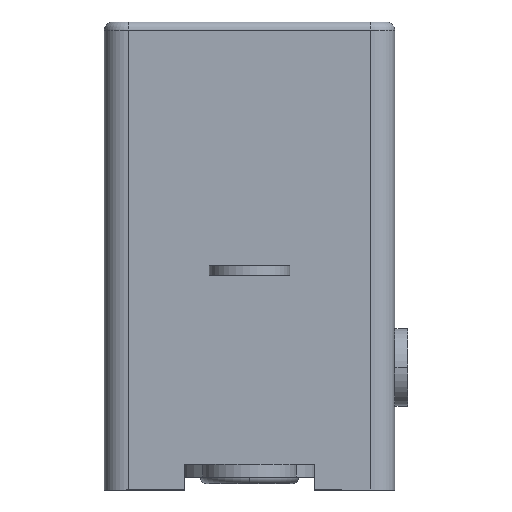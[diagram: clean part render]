
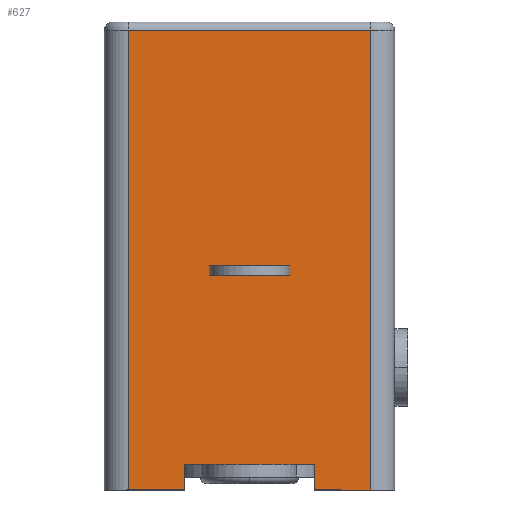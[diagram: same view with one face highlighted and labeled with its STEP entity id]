
A CAD part, front view. The second image highlights one B-rep face of the part: STEP entity #627.
In plain terms, the highlighted planar face has unit normal (0, -1, 0).
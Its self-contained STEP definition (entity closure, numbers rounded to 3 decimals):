
#280 = VERTEX_POINT ( 'NONE', #1447 ) ;
#282 = EDGE_CURVE ( 'NONE', #337, #280, #1446, .T. ) ;
#287 = VERTEX_POINT ( 'NONE', #1436 ) ;
#294 = VERTEX_POINT ( 'NONE', #1482 ) ;
#326 = EDGE_CURVE ( 'NONE', #327, #328, #1540, .T. ) ;
#327 = VERTEX_POINT ( 'NONE', #1536 ) ;
#328 = VERTEX_POINT ( 'NONE', #1535 ) ;
#337 = VERTEX_POINT ( 'NONE', #1564 ) ;
#426 = VERTEX_POINT ( 'NONE', #1780 ) ;
#428 = EDGE_CURVE ( 'NONE', #294, #426, #1779, .T. ) ;
#435 = VERTEX_POINT ( 'NONE', #1765 ) ;
#442 = EDGE_CURVE ( 'NONE', #287, #294, #1812, .T. ) ;
#458 = EDGE_CURVE ( 'NONE', #459, #287, #1850, .T. ) ;
#459 = VERTEX_POINT ( 'NONE', #1846 ) ;
#473 = EDGE_CURVE ( 'NONE', #280, #327, #1880, .T. ) ;
#476 = EDGE_CURVE ( 'NONE', #477, #459, #1876, .T. ) ;
#477 = VERTEX_POINT ( 'NONE', #1872 ) ;
#489 = EDGE_CURVE ( 'NONE', #426, #435, #1902, .T. ) ;
#535 = EDGE_CURVE ( 'NONE', #435, #536, #1963, .T. ) ;
#536 = VERTEX_POINT ( 'NONE', #1959 ) ;
#544 = EDGE_CURVE ( 'NONE', #328, #337, #2009, .T. ) ;
#545 = ORIENTED_EDGE ( 'NONE', *, *, #326, .T. ) ;
#546 = ORIENTED_EDGE ( 'NONE', *, *, #544, .T. ) ;
#547 = ORIENTED_EDGE ( 'NONE', *, *, #282, .T. ) ;
#548 = EDGE_LOOP ( 'NONE', ( #549, #550, #551, #552, #553, #614, #615, #616, #619, #622 ) ) ;
#549 = ORIENTED_EDGE ( 'NONE', *, *, #564, .T. ) ;
#550 = ORIENTED_EDGE ( 'NONE', *, *, #476, .T. ) ;
#551 = ORIENTED_EDGE ( 'NONE', *, *, #458, .T. ) ;
#552 = ORIENTED_EDGE ( 'NONE', *, *, #442, .T. ) ;
#553 = ORIENTED_EDGE ( 'NONE', *, *, #428, .T. ) ;
#564 = EDGE_CURVE ( 'NONE', #565, #477, #1990, .T. ) ;
#565 = VERTEX_POINT ( 'NONE', #1986 ) ;
#614 = ORIENTED_EDGE ( 'NONE', *, *, #489, .T. ) ;
#615 = ORIENTED_EDGE ( 'NONE', *, *, #535, .T. ) ;
#616 = ORIENTED_EDGE ( 'NONE', *, *, #617, .F. ) ;
#617 = EDGE_CURVE ( 'NONE', #618, #536, #2096, .T. ) ;
#618 = VERTEX_POINT ( 'NONE', #2092 ) ;
#619 = ORIENTED_EDGE ( 'NONE', *, *, #620, .F. ) ;
#620 = EDGE_CURVE ( 'NONE', #621, #618, #2091, .T. ) ;
#621 = VERTEX_POINT ( 'NONE', #2087 ) ;
#622 = ORIENTED_EDGE ( 'NONE', *, *, #623, .F. ) ;
#623 = EDGE_CURVE ( 'NONE', #565, #621, #2086, .T. ) ;
#627 = ADVANCED_FACE ( 'NONE', ( #2076, #2075 ), #2073, .T. ) ;
#628 = EDGE_LOOP ( 'NONE', ( #629, #545, #546, #547 ) ) ;
#629 = ORIENTED_EDGE ( 'NONE', *, *, #473, .T. ) ;
#1436 = CARTESIAN_POINT ( 'NONE',  ( 3.75, 0., -0.25 ) ) ;
#1443 = DIRECTION ( 'NONE',  ( 0., 0., 1. ) ) ;
#1444 = VECTOR ( 'NONE', #1443, 1000. ) ;
#1445 = CARTESIAN_POINT ( 'NONE',  ( -1.25, 0., -7.7 ) ) ;
#1446 = LINE ( 'NONE', #1445, #1444 ) ;
#1447 = CARTESIAN_POINT ( 'NONE',  ( -1.25, 0., -7.55 ) ) ;
#1482 = CARTESIAN_POINT ( 'NONE',  ( -3.75, 0., -0.25 ) ) ;
#1535 = CARTESIAN_POINT ( 'NONE',  ( 1.25, 0., -7.85 ) ) ;
#1536 = CARTESIAN_POINT ( 'NONE',  ( 1.25, 0., -7.55 ) ) ;
#1537 = DIRECTION ( 'NONE',  ( 0., 0., -1. ) ) ;
#1538 = VECTOR ( 'NONE', #1537, 1000. ) ;
#1539 = CARTESIAN_POINT ( 'NONE',  ( 1.25, 0., -7.7 ) ) ;
#1540 = LINE ( 'NONE', #1539, #1538 ) ;
#1564 = CARTESIAN_POINT ( 'NONE',  ( -1.25, 0., -7.85 ) ) ;
#1765 = CARTESIAN_POINT ( 'NONE',  ( -2., 0., -14.5 ) ) ;
#1776 = DIRECTION ( 'NONE',  ( 0., 0., -1. ) ) ;
#1777 = VECTOR ( 'NONE', #1776, 1000. ) ;
#1778 = CARTESIAN_POINT ( 'NONE',  ( -3.75, 0., -7.375 ) ) ;
#1779 = LINE ( 'NONE', #1778, #1777 ) ;
#1780 = CARTESIAN_POINT ( 'NONE',  ( -3.75, 0., -14.5 ) ) ;
#1804 = DIRECTION ( 'NONE',  ( -1., 0., 0. ) ) ;
#1805 = VECTOR ( 'NONE', #1804, 1000. ) ;
#1806 = CARTESIAN_POINT ( 'NONE',  ( 0., 0., -0.25 ) ) ;
#1812 = LINE ( 'NONE', #1806, #1805 ) ;
#1846 = CARTESIAN_POINT ( 'NONE',  ( 3.75, 0., -14.5 ) ) ;
#1847 = DIRECTION ( 'NONE',  ( 0., 0., 1. ) ) ;
#1848 = VECTOR ( 'NONE', #1847, 1000. ) ;
#1849 = CARTESIAN_POINT ( 'NONE',  ( 3.75, 0., -7.375 ) ) ;
#1850 = LINE ( 'NONE', #1849, #1848 ) ;
#1872 = CARTESIAN_POINT ( 'NONE',  ( 2., 0., -14.5 ) ) ;
#1873 = DIRECTION ( 'NONE',  ( 1., 0., 0. ) ) ;
#1874 = VECTOR ( 'NONE', #1873, 1000. ) ;
#1875 = CARTESIAN_POINT ( 'NONE',  ( 0., 0., -14.5 ) ) ;
#1876 = LINE ( 'NONE', #1875, #1874 ) ;
#1877 = DIRECTION ( 'NONE',  ( 1., 0., 0. ) ) ;
#1878 = VECTOR ( 'NONE', #1877, 1000. ) ;
#1879 = CARTESIAN_POINT ( 'NONE',  ( 0., 0., -7.55 ) ) ;
#1880 = LINE ( 'NONE', #1879, #1878 ) ;
#1899 = DIRECTION ( 'NONE',  ( 1., 0., 0. ) ) ;
#1900 = VECTOR ( 'NONE', #1899, 1000. ) ;
#1901 = CARTESIAN_POINT ( 'NONE',  ( 0., 0., -14.5 ) ) ;
#1902 = LINE ( 'NONE', #1901, #1900 ) ;
#1959 = CARTESIAN_POINT ( 'NONE',  ( -2., 0., -13.7 ) ) ;
#1960 = DIRECTION ( 'NONE',  ( 0., 0., 1. ) ) ;
#1961 = VECTOR ( 'NONE', #1960, 1000. ) ;
#1962 = CARTESIAN_POINT ( 'NONE',  ( -2., 0., -7.375 ) ) ;
#1963 = LINE ( 'NONE', #1962, #1961 ) ;
#1986 = CARTESIAN_POINT ( 'NONE',  ( 2., 0., -13.7 ) ) ;
#1987 = DIRECTION ( 'NONE',  ( 0., 0., -1. ) ) ;
#1988 = VECTOR ( 'NONE', #1987, 1000. ) ;
#1989 = CARTESIAN_POINT ( 'NONE',  ( 2., 0., -7.375 ) ) ;
#1990 = LINE ( 'NONE', #1989, #1988 ) ;
#2006 = DIRECTION ( 'NONE',  ( -1., 0., 0. ) ) ;
#2007 = VECTOR ( 'NONE', #2006, 1000. ) ;
#2008 = CARTESIAN_POINT ( 'NONE',  ( 0., 0., -7.85 ) ) ;
#2009 = LINE ( 'NONE', #2008, #2007 ) ;
#2069 = DIRECTION ( 'NONE',  ( 0., 0., -1. ) ) ;
#2070 = DIRECTION ( 'NONE',  ( 0., -1., 0. ) ) ;
#2071 = CARTESIAN_POINT ( 'NONE',  ( -3.75, 0., -0.25 ) ) ;
#2072 = AXIS2_PLACEMENT_3D ( 'NONE', #2071, #2070, #2069 ) ;
#2073 = PLANE ( 'NONE',  #2072 ) ;
#2075 = FACE_OUTER_BOUND ( 'NONE', #548, .T. ) ;
#2076 = FACE_BOUND ( 'NONE', #628, .T. ) ;
#2083 = DIRECTION ( 'NONE',  ( -1., 0., 0. ) ) ;
#2084 = VECTOR ( 'NONE', #2083, 1000. ) ;
#2085 = CARTESIAN_POINT ( 'NONE',  ( 0., 0., -13.7 ) ) ;
#2086 = LINE ( 'NONE', #2085, #2084 ) ;
#2087 = CARTESIAN_POINT ( 'NONE',  ( 1.45, 0., -13.7 ) ) ;
#2088 = DIRECTION ( 'NONE',  ( -1., 0., 0. ) ) ;
#2089 = VECTOR ( 'NONE', #2088, 1000. ) ;
#2090 = CARTESIAN_POINT ( 'NONE',  ( 0., 0., -13.7 ) ) ;
#2091 = LINE ( 'NONE', #2090, #2089 ) ;
#2092 = CARTESIAN_POINT ( 'NONE',  ( -1.45, 0., -13.7 ) ) ;
#2093 = DIRECTION ( 'NONE',  ( -1., 0., 0. ) ) ;
#2094 = VECTOR ( 'NONE', #2093, 1000. ) ;
#2095 = CARTESIAN_POINT ( 'NONE',  ( 0., 0., -13.7 ) ) ;
#2096 = LINE ( 'NONE', #2095, #2094 ) ;
